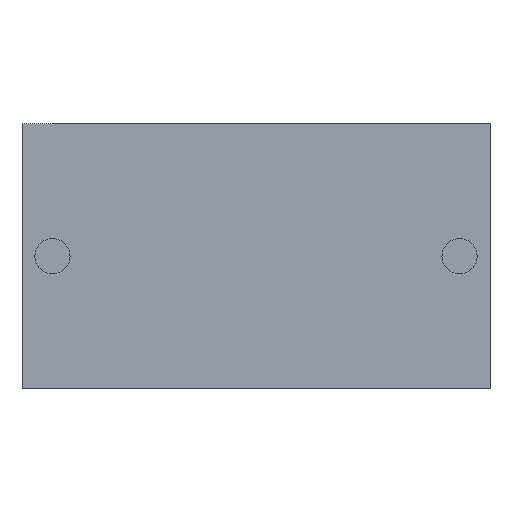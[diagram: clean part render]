
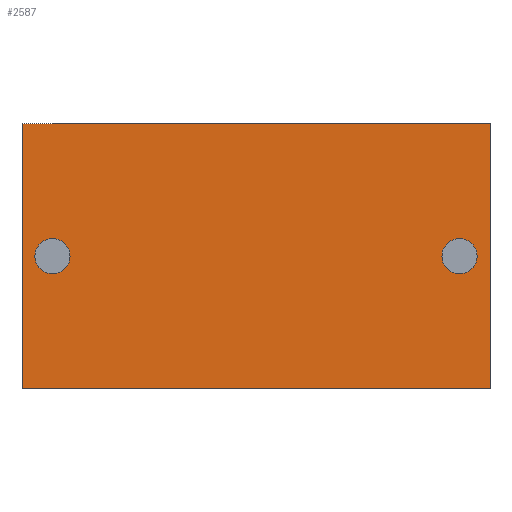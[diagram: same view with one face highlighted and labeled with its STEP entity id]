
A CAD part, front view. The second image highlights one B-rep face of the part: STEP entity #2587.
In plain terms, the highlighted planar face has unit normal (0, -1, 0).
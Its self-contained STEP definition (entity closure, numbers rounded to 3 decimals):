
#19 = EDGE_CURVE ( 'NONE', #1205, #756, #123, .T. ) ;
#86 = VERTEX_POINT ( 'NONE', #1146 ) ;
#123 = CIRCLE ( 'NONE', #3095, 0.22 ) ;
#175 = EDGE_CURVE ( 'NONE', #86, #446, #2244, .T. ) ;
#189 = AXIS2_PLACEMENT_3D ( 'NONE', #449, #711, #703 ) ;
#202 = CARTESIAN_POINT ( 'NONE',  ( 0., 0., 0. ) ) ;
#218 = EDGE_LOOP ( 'NONE', ( #926, #2286, #3008, #1438 ) ) ;
#229 = CIRCLE ( 'NONE', #471, 0.22 ) ;
#317 = VERTEX_POINT ( 'NONE', #3101 ) ;
#318 = VECTOR ( 'NONE', #2297, 1000. ) ;
#406 = CARTESIAN_POINT ( 'NONE',  ( 5.84, 0., 3.3 ) ) ;
#414 = LINE ( 'NONE', #1552, #318 ) ;
#440 = CARTESIAN_POINT ( 'NONE',  ( 0.38, 0., 1.65 ) ) ;
#446 = VERTEX_POINT ( 'NONE', #2402 ) ;
#449 = CARTESIAN_POINT ( 'NONE',  ( 5.84, 0., 3.3 ) ) ;
#451 = ORIENTED_EDGE ( 'NONE', *, *, #19, .F. ) ;
#471 = AXIS2_PLACEMENT_3D ( 'NONE', #440, #3193, #3232 ) ;
#677 = CARTESIAN_POINT ( 'NONE',  ( 0., 0., 3.3 ) ) ;
#682 = CARTESIAN_POINT ( 'NONE',  ( 0.16, 0., 1.65 ) ) ;
#703 = DIRECTION ( 'NONE',  ( -1., 0., 0. ) ) ;
#711 = DIRECTION ( 'NONE',  ( 0., 1., 0. ) ) ;
#722 = EDGE_LOOP ( 'NONE', ( #1749, #3205 ) ) ;
#736 = LINE ( 'NONE', #406, #800 ) ;
#750 = DIRECTION ( 'NONE',  ( 0., -1., 0. ) ) ;
#756 = VERTEX_POINT ( 'NONE', #682 ) ;
#800 = VECTOR ( 'NONE', #2662, 1000. ) ;
#816 = FACE_BOUND ( 'NONE', #722, .T. ) ;
#836 = DIRECTION ( 'NONE',  ( 0., 0., -1. ) ) ;
#871 = CARTESIAN_POINT ( 'NONE',  ( 5.84, 0., 3.3 ) ) ;
#872 = EDGE_CURVE ( 'NONE', #756, #1205, #229, .T. ) ;
#926 = ORIENTED_EDGE ( 'NONE', *, *, #2170, .T. ) ;
#974 = DIRECTION ( 'NONE',  ( -1., 0., 0. ) ) ;
#1091 = CARTESIAN_POINT ( 'NONE',  ( 5.84, 0., 3.3 ) ) ;
#1146 = CARTESIAN_POINT ( 'NONE',  ( 5.68, 0., 1.65 ) ) ;
#1192 = PLANE ( 'NONE',  #189 ) ;
#1205 = VERTEX_POINT ( 'NONE', #2584 ) ;
#1266 = ORIENTED_EDGE ( 'NONE', *, *, #872, .F. ) ;
#1292 = LINE ( 'NONE', #1091, #3002 ) ;
#1305 = AXIS2_PLACEMENT_3D ( 'NONE', #3247, #3221, #974 ) ;
#1392 = DIRECTION ( 'NONE',  ( 1., 0., 0. ) ) ;
#1408 = CIRCLE ( 'NONE', #1305, 0.22 ) ;
#1438 = ORIENTED_EDGE ( 'NONE', *, *, #2035, .T. ) ;
#1455 = EDGE_CURVE ( 'NONE', #2696, #2938, #736, .T. ) ;
#1461 = FACE_OUTER_BOUND ( 'NONE', #218, .T. ) ;
#1492 = CARTESIAN_POINT ( 'NONE',  ( 5.46, 0., 1.65 ) ) ;
#1548 = EDGE_CURVE ( 'NONE', #446, #86, #1408, .T. ) ;
#1552 = CARTESIAN_POINT ( 'NONE',  ( 0., 0., 3.3 ) ) ;
#1624 = CARTESIAN_POINT ( 'NONE',  ( 5.84, 0., 0. ) ) ;
#1749 = ORIENTED_EDGE ( 'NONE', *, *, #1548, .F. ) ;
#1780 = VECTOR ( 'NONE', #1392, 1000. ) ;
#2004 = FACE_BOUND ( 'NONE', #2144, .T. ) ;
#2035 = EDGE_CURVE ( 'NONE', #2696, #3081, #414, .T. ) ;
#2144 = EDGE_LOOP ( 'NONE', ( #1266, #451 ) ) ;
#2170 = EDGE_CURVE ( 'NONE', #3081, #317, #3111, .T. ) ;
#2244 = CIRCLE ( 'NONE', #3245, 0.22 ) ;
#2260 = DIRECTION ( 'NONE',  ( -1., 0., 0. ) ) ;
#2286 = ORIENTED_EDGE ( 'NONE', *, *, #2521, .F. ) ;
#2297 = DIRECTION ( 'NONE',  ( 0., 0., -1. ) ) ;
#2402 = CARTESIAN_POINT ( 'NONE',  ( 5.24, 0., 1.65 ) ) ;
#2420 = CARTESIAN_POINT ( 'NONE',  ( 0.38, 0., 1.65 ) ) ;
#2521 = EDGE_CURVE ( 'NONE', #2938, #317, #1292, .T. ) ;
#2584 = CARTESIAN_POINT ( 'NONE',  ( 0.6, 0., 1.65 ) ) ;
#2587 = ADVANCED_FACE ( 'NONE', ( #2004, #1461, #816 ), #1192, .F. ) ;
#2626 = DIRECTION ( 'NONE',  ( -1., 0., 0. ) ) ;
#2662 = DIRECTION ( 'NONE',  ( 1., 0., 0. ) ) ;
#2696 = VERTEX_POINT ( 'NONE', #677 ) ;
#2902 = DIRECTION ( 'NONE',  ( 0., -1., 0. ) ) ;
#2938 = VERTEX_POINT ( 'NONE', #871 ) ;
#3002 = VECTOR ( 'NONE', #836, 1000. ) ;
#3008 = ORIENTED_EDGE ( 'NONE', *, *, #1455, .F. ) ;
#3081 = VERTEX_POINT ( 'NONE', #202 ) ;
#3095 = AXIS2_PLACEMENT_3D ( 'NONE', #2420, #2902, #2626 ) ;
#3101 = CARTESIAN_POINT ( 'NONE',  ( 5.84, 0., 0. ) ) ;
#3111 = LINE ( 'NONE', #1624, #1780 ) ;
#3193 = DIRECTION ( 'NONE',  ( 0., -1., 0. ) ) ;
#3205 = ORIENTED_EDGE ( 'NONE', *, *, #175, .F. ) ;
#3221 = DIRECTION ( 'NONE',  ( 0., -1., 0. ) ) ;
#3232 = DIRECTION ( 'NONE',  ( -1., 0., 0. ) ) ;
#3245 = AXIS2_PLACEMENT_3D ( 'NONE', #1492, #750, #2260 ) ;
#3247 = CARTESIAN_POINT ( 'NONE',  ( 5.46, 0., 1.65 ) ) ;
